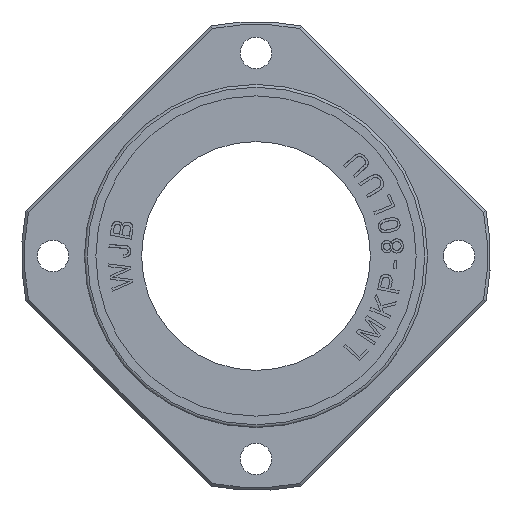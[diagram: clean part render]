
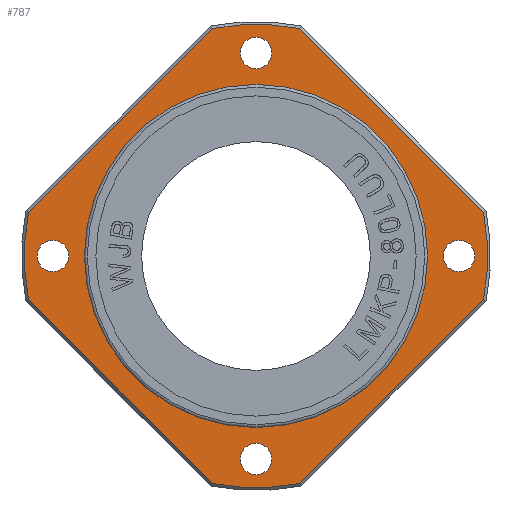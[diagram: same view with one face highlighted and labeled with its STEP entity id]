
A CAD part, left-side view. The second image highlights one B-rep face of the part: STEP entity #787.
In plain terms, the highlighted planar face has unit normal (-1, 0, 0).
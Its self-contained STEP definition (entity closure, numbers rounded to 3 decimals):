
#523=PLANE('',#7150);
#787=ADVANCED_FACE('',(#1755,#1756,#1757,#1758,#1759,#1760),#523,.T.);
#1755=FACE_BOUND('',#1895,.T.);
#1756=FACE_BOUND('',#1896,.T.);
#1757=FACE_BOUND('',#1897,.T.);
#1758=FACE_BOUND('',#1898,.T.);
#1759=FACE_BOUND('',#1899,.T.);
#1760=FACE_BOUND('',#1900,.T.);
#1895=EDGE_LOOP('',(#2732,#2733,#2734,#2735,#2736,#2737,#2738,#2739));
#1896=EDGE_LOOP('',(#2740));
#1897=EDGE_LOOP('',(#2741));
#1898=EDGE_LOOP('',(#2742));
#1899=EDGE_LOOP('',(#2743));
#1900=EDGE_LOOP('',(#2744));
#2329=CIRCLE('',#7096,81.);
#2330=CIRCLE('',#7098,81.);
#2331=CIRCLE('',#7100,81.);
#2352=CIRCLE('',#7137,5.5);
#2353=CIRCLE('',#7139,5.5);
#2354=CIRCLE('',#7141,5.5);
#2355=CIRCLE('',#7143,5.5);
#2358=CIRCLE('',#7148,81.);
#2359=CIRCLE('',#7149,59.786);
#2732=ORIENTED_EDGE('',*,*,#5287,.F.);
#2733=ORIENTED_EDGE('',*,*,#5288,.F.);
#2734=ORIENTED_EDGE('',*,*,#5289,.F.);
#2735=ORIENTED_EDGE('',*,*,#5249,.F.);
#2736=ORIENTED_EDGE('',*,*,#5290,.F.);
#2737=ORIENTED_EDGE('',*,*,#5246,.F.);
#2738=ORIENTED_EDGE('',*,*,#5291,.F.);
#2739=ORIENTED_EDGE('',*,*,#5243,.F.);
#2740=ORIENTED_EDGE('',*,*,#5281,.F.);
#2741=ORIENTED_EDGE('',*,*,#5282,.F.);
#2742=ORIENTED_EDGE('',*,*,#5283,.F.);
#2743=ORIENTED_EDGE('',*,*,#5284,.F.);
#2744=ORIENTED_EDGE('',*,*,#5292,.F.);
#4592=VERTEX_POINT('',#10246);
#4593=VERTEX_POINT('',#10248);
#4594=VERTEX_POINT('',#10258);
#4595=VERTEX_POINT('',#10260);
#4596=VERTEX_POINT('',#10270);
#4597=VERTEX_POINT('',#10272);
#4622=VERTEX_POINT('',#10366);
#4623=VERTEX_POINT('',#10369);
#4624=VERTEX_POINT('',#10372);
#4625=VERTEX_POINT('',#10375);
#4628=VERTEX_POINT('',#10383);
#4629=VERTEX_POINT('',#10385);
#4630=VERTEX_POINT('',#10390);
#5243=EDGE_CURVE('',#4592,#4593,#2329,.T.);
#5246=EDGE_CURVE('',#4594,#4595,#2330,.T.);
#5249=EDGE_CURVE('',#4596,#4597,#2331,.T.);
#5281=EDGE_CURVE('',#4622,#4622,#2352,.T.);
#5282=EDGE_CURVE('',#4623,#4623,#2353,.T.);
#5283=EDGE_CURVE('',#4624,#4624,#2354,.T.);
#5284=EDGE_CURVE('',#4625,#4625,#2355,.T.);
#5287=EDGE_CURVE('',#4628,#4592,#6093,.T.);
#5288=EDGE_CURVE('',#4629,#4628,#2358,.T.);
#5289=EDGE_CURVE('',#4597,#4629,#6094,.T.);
#5290=EDGE_CURVE('',#4595,#4596,#6095,.T.);
#5291=EDGE_CURVE('',#4593,#4594,#6096,.T.);
#5292=EDGE_CURVE('',#4630,#4630,#2359,.T.);
#6093=LINE('',#10382,#6591);
#6094=LINE('',#10386,#6592);
#6095=LINE('',#10387,#6593);
#6096=LINE('',#10388,#6594);
#6591=VECTOR('',#7817,1.);
#6592=VECTOR('',#7820,1.);
#6593=VECTOR('',#7821,1.);
#6594=VECTOR('',#7822,1.);
#7096=AXIS2_PLACEMENT_3D('',#10247,#7709,#7710);
#7098=AXIS2_PLACEMENT_3D('',#10259,#7713,#7714);
#7100=AXIS2_PLACEMENT_3D('',#10271,#7717,#7718);
#7137=AXIS2_PLACEMENT_3D('',#10365,#7795,#7796);
#7139=AXIS2_PLACEMENT_3D('',#10368,#7799,#7800);
#7141=AXIS2_PLACEMENT_3D('',#10371,#7803,#7804);
#7143=AXIS2_PLACEMENT_3D('',#10374,#7807,#7808);
#7148=AXIS2_PLACEMENT_3D('',#10384,#7818,#7819);
#7149=AXIS2_PLACEMENT_3D('',#10389,#7823,#7824);
#7150=AXIS2_PLACEMENT_3D('',#10391,#7825,#7826);
#7709=DIRECTION('',(1.,0.,0.));
#7710=DIRECTION('',(0.,0.,-1.));
#7713=DIRECTION('',(1.,0.,0.));
#7714=DIRECTION('',(0.,0.,-1.));
#7717=DIRECTION('',(1.,0.,0.));
#7718=DIRECTION('',(0.,0.,-1.));
#7795=DIRECTION('',(-1.,0.,0.));
#7796=DIRECTION('',(0.,0.,1.));
#7799=DIRECTION('',(-1.,0.,0.));
#7800=DIRECTION('',(0.,0.,1.));
#7803=DIRECTION('',(-1.,0.,0.));
#7804=DIRECTION('',(0.,0.,1.));
#7807=DIRECTION('',(-1.,0.,0.));
#7808=DIRECTION('',(0.,0.,1.));
#7817=DIRECTION('',(0.,-0.707,-0.707));
#7818=DIRECTION('',(1.,0.,0.));
#7819=DIRECTION('',(0.,0.,-1.));
#7820=DIRECTION('',(0.,-0.707,0.707));
#7821=DIRECTION('',(0.,0.707,0.707));
#7822=DIRECTION('',(0.,0.707,-0.707));
#7823=DIRECTION('',(-1.,0.,0.));
#7824=DIRECTION('',(0.,0.,1.));
#7825=DIRECTION('',(-1.,0.,0.));
#7826=DIRECTION('',(0.,0.,-1.));
#10246=CARTESIAN_POINT('',(0.,-79.557,15.219));
#10247=CARTESIAN_POINT('',(0.,0.,
0.));
#10248=CARTESIAN_POINT('',(0.,-79.563,-15.189));
#10258=CARTESIAN_POINT('',(0.,-15.189,-79.563));
#10259=CARTESIAN_POINT('',(0.,0.,
0.));
#10260=CARTESIAN_POINT('',(0.,15.219,-79.557));
#10270=CARTESIAN_POINT('',(0.,79.557,-15.219));
#10271=CARTESIAN_POINT('',(0.,0.,
0.));
#10272=CARTESIAN_POINT('',(0.,79.563,15.189));
#10365=CARTESIAN_POINT('',(0.,71.,0.));
#10366=CARTESIAN_POINT('',(0.,71.,5.5));
#10368=CARTESIAN_POINT('',(0.,-71.,0.));
#10369=CARTESIAN_POINT('',(0.,-71.,5.5));
#10371=CARTESIAN_POINT('',(0.,0.,71.));
#10372=CARTESIAN_POINT('',(0.,0.,76.5));
#10374=CARTESIAN_POINT('',(0.,0.,-71.));
#10375=CARTESIAN_POINT('',(0.,0.,-65.5));
#10382=CARTESIAN_POINT('',(0.,-48.055,46.722));
#10383=CARTESIAN_POINT('',(0.,-15.219,79.557));
#10384=CARTESIAN_POINT('',(0.,0.,
0.));
#10385=CARTESIAN_POINT('',(0.,15.189,79.563));
#10386=CARTESIAN_POINT('',(0.,-19.29,114.043));
#10387=CARTESIAN_POINT('',(0.,46.722,-48.055));
#10388=CARTESIAN_POINT('',(0.,-114.043,19.29));
#10389=CARTESIAN_POINT('',(0.,0.,0.));
#10390=CARTESIAN_POINT('',(0.,0.,59.786));
#10391=CARTESIAN_POINT('',(0.,-67.333,66.));
